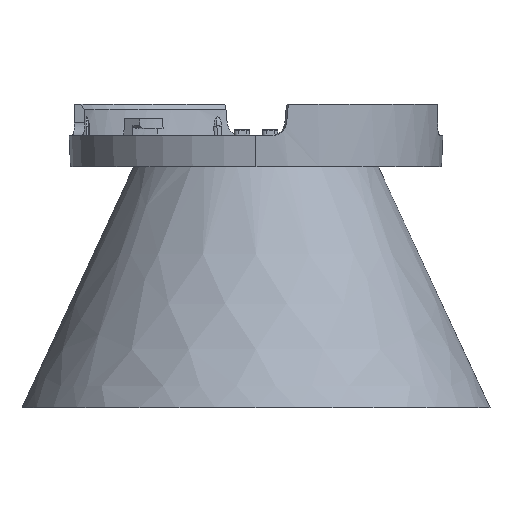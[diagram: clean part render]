
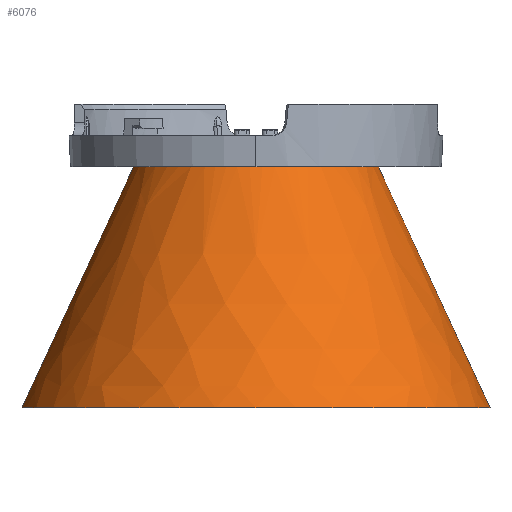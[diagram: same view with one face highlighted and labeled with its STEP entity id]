
A CAD part, front view. The second image highlights one B-rep face of the part: STEP entity #6076.
In plain terms, the highlighted free-form (B-spline) face has degree [3, 3] with [4, 4] control points.
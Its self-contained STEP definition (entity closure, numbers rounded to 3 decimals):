
#176 = CARTESIAN_POINT ( 'NONE',  ( 33.5, 0., 39. ) ) ;
#184 = B_SPLINE_CURVE_WITH_KNOTS ( 'NONE', 3,
 ( #23896, #14236, #12322, #176 ),
 .UNSPECIFIED., .F., .F.,
 ( 4, 4 ),
 ( 0.18, 1. ),
 .UNSPECIFIED. ) ;
#219 = DIRECTION ( 'NONE',  ( 0., 0., -1. ) ) ;
#440 = CARTESIAN_POINT ( 'NONE',  ( 0., 0., 4.5 ) ) ;
#831 = AXIS2_PLACEMENT_3D ( 'NONE', #22216, #10210, #24269 ) ;
#984 = VERTEX_POINT ( 'NONE', #23288 ) ;
#1112 = DIRECTION ( 'NONE',  ( 0., 0., 1. ) ) ;
#1167 = CARTESIAN_POINT ( 'NONE',  ( -31.836, 0., 35.368 ) ) ;
#1218 = DIRECTION ( 'NONE',  ( -1., 0., 0. ) ) ;
#1489 = AXIS2_PLACEMENT_3D ( 'NONE', #18967, #6919, #20984 ) ;
#1529 = CARTESIAN_POINT ( 'NONE',  ( -33.5, 0., 39. ) ) ;
#1649 = EDGE_LOOP ( 'NONE', ( #8036, #18974, #17652, #16003, #26090, #16779, #17073, #2771, #10416, #11750, #17567, #17323 ) ) ;
#1905 = AXIS2_PLACEMENT_3D ( 'NONE', #6662, #20738, #8699 ) ;
#2400 = CARTESIAN_POINT ( 'NONE',  ( -33.5, 0., 39. ) ) ;
#2489 = DIRECTION ( 'NONE',  ( -1., 0., 0. ) ) ;
#2771 = ORIENTED_EDGE ( 'NONE', *, *, #9003, .T. ) ;
#2844 = EDGE_CURVE ( 'NONE', #14490, #9418, #3091, .T. ) ;
#2895 = EDGE_CURVE ( 'NONE', #19641, #6922, #23293, .T. ) ;
#3091 = CIRCLE ( 'NONE', #23633, 17.526 ) ;
#3295 = CIRCLE ( 'NONE', #25411, 17.526 ) ;
#3470 = CARTESIAN_POINT ( 'NONE',  ( -17.526, 35.051, 4.5 ) ) ;
#3559 = CARTESIAN_POINT ( 'NONE',  ( 33.5, 67., 39. ) ) ;
#4164 = CARTESIAN_POINT ( 'NONE',  ( 0., 0., 4.5 ) ) ;
#4261 = CARTESIAN_POINT ( 'NONE',  ( 17.346, 2.5, 4.5 ) ) ;
#4382 = AXIS2_PLACEMENT_3D ( 'NONE', #7209, #21273, #9261 ) ;
#4478 = VERTEX_POINT ( 'NONE', #15413 ) ;
#4816 = EDGE_CURVE ( 'NONE', #18865, #984, #26226, .T. ) ;
#4828 =( BOUNDED_SURFACE ( )  B_SPLINE_SURFACE ( 3, 3, ( 
 ( #5429, #3470, #17587, #5521 ),
 ( #19624, #7570, #21626, #9614 ),
 ( #23667, #11630, #25723, #13658 ),
 ( #1529, #15652, #3559, #17688 ) ),
 .UNSPECIFIED., .F., .F., .F. ) 
 B_SPLINE_SURFACE_WITH_KNOTS ( ( 4, 4 ),
 ( 4, 4 ),
 ( 0.18, 1. ),
 ( 0., 1. ),
 .UNSPECIFIED. ) 
 GEOMETRIC_REPRESENTATION_ITEM ( )  RATIONAL_B_SPLINE_SURFACE ( (
 ( 1., 0.333, 0.333, 1.),
 ( 1., 0.333, 0.333, 1.),
 ( 1., 0.333, 0.333, 1.),
 ( 1., 0.333, 0.333, 1.) ) ) 
 REPRESENTATION_ITEM ( '' )  SURFACE ( )  );
#5020 = FACE_OUTER_BOUND ( 'NONE', #1649, .T. ) ;
#5290 = CIRCLE ( 'NONE', #831, 17.526 ) ;
#5429 = CARTESIAN_POINT ( 'NONE',  ( -17.526, 0., 4.5 ) ) ;
#5521 = CARTESIAN_POINT ( 'NONE',  ( 17.526, 0., 4.5 ) ) ;
#6076 = ADVANCED_FACE ( 'NONE', ( #5020 ), #4828, .T. ) ;
#6220 = DIRECTION ( 'NONE',  ( -1., 0., 0. ) ) ;
#6625 = CARTESIAN_POINT ( 'NONE',  ( -17.526, 0., 4.5 ) ) ;
#6662 = CARTESIAN_POINT ( 'NONE',  ( 0., 0., 4.5 ) ) ;
#6828 = DIRECTION ( 'NONE',  ( 0., 0., 1. ) ) ;
#6919 = DIRECTION ( 'NONE',  ( 0., 0., 1. ) ) ;
#6922 = VERTEX_POINT ( 'NONE', #20201 ) ;
#7188 = AXIS2_PLACEMENT_3D ( 'NONE', #440, #14588, #2489 ) ;
#7209 = CARTESIAN_POINT ( 'NONE',  ( 0., 0., 4.5 ) ) ;
#7570 = CARTESIAN_POINT ( 'NONE',  ( -22.137, 44.274, 14.276 ) ) ;
#8036 = ORIENTED_EDGE ( 'NONE', *, *, #16811, .T. ) ;
#8266 = CARTESIAN_POINT ( 'NONE',  ( 17.526, 0., 4.5 ) ) ;
#8699 = DIRECTION ( 'NONE',  ( -1., 0., 0. ) ) ;
#9003 = EDGE_CURVE ( 'NONE', #9418, #13987, #25797, .T. ) ;
#9261 = DIRECTION ( 'NONE',  ( -1., 0., 0. ) ) ;
#9418 = VERTEX_POINT ( 'NONE', #17473 ) ;
#9614 = CARTESIAN_POINT ( 'NONE',  ( 22.137, 0., 14.276 ) ) ;
#10210 = DIRECTION ( 'NONE',  ( 0., 0., 1. ) ) ;
#10304 = AXIS2_PLACEMENT_3D ( 'NONE', #4164, #18288, #6220 ) ;
#10416 = ORIENTED_EDGE ( 'NONE', *, *, #18948, .T. ) ;
#10929 = VERTEX_POINT ( 'NONE', #16083 ) ;
#10965 = CIRCLE ( 'NONE', #1905, 17.526 ) ;
#11274 = CARTESIAN_POINT ( 'NONE',  ( -17.526, 0., 4.5 ) ) ;
#11538 = B_SPLINE_CURVE_WITH_KNOTS ( 'NONE', 3,
 ( #11274, #23326, #1167, #15302 ),
 .UNSPECIFIED., .F., .F.,
 ( 4, 4 ),
 ( 0.18, 1. ),
 .UNSPECIFIED. ) ;
#11630 = CARTESIAN_POINT ( 'NONE',  ( -31.836, 63.673, 35.368 ) ) ;
#11750 = ORIENTED_EDGE ( 'NONE', *, *, #2895, .T. ) ;
#12322 = CARTESIAN_POINT ( 'NONE',  ( 31.836, 0., 35.368 ) ) ;
#12365 = CARTESIAN_POINT ( 'NONE',  ( 0., 0., 39. ) ) ;
#13091 = EDGE_CURVE ( 'NONE', #6922, #10929, #3295, .T. ) ;
#13129 = CIRCLE ( 'NONE', #7188, 17.526 ) ;
#13254 = CARTESIAN_POINT ( 'NONE',  ( 0., 0., 4.5 ) ) ;
#13364 = DIRECTION ( 'NONE',  ( 0., 0., 1. ) ) ;
#13658 = CARTESIAN_POINT ( 'NONE',  ( 31.836, 0., 35.368 ) ) ;
#13987 = VERTEX_POINT ( 'NONE', #20932 ) ;
#14236 = CARTESIAN_POINT ( 'NONE',  ( 22.137, 0., 14.276 ) ) ;
#14363 = DIRECTION ( 'NONE',  ( -1., 0., 0. ) ) ;
#14490 = VERTEX_POINT ( 'NONE', #21896 ) ;
#14533 = AXIS2_PLACEMENT_3D ( 'NONE', #25430, #13364, #1218 ) ;
#14588 = DIRECTION ( 'NONE',  ( 0., 0., 1. ) ) ;
#15253 = DIRECTION ( 'NONE',  ( -1., 0., 0. ) ) ;
#15302 = CARTESIAN_POINT ( 'NONE',  ( -33.5, 0., 39. ) ) ;
#15413 = CARTESIAN_POINT ( 'NONE',  ( -17.346, 2.5, 4.5 ) ) ;
#15652 = CARTESIAN_POINT ( 'NONE',  ( -33.5, 67., 39. ) ) ;
#16003 = ORIENTED_EDGE ( 'NONE', *, *, #22233, .F. ) ;
#16083 = CARTESIAN_POINT ( 'NONE',  ( -12.762, 12.011, 4.5 ) ) ;
#16779 = ORIENTED_EDGE ( 'NONE', *, *, #25676, .T. ) ;
#16780 = CIRCLE ( 'NONE', #10304, 17.526 ) ;
#16811 = EDGE_CURVE ( 'NONE', #4478, #18428, #16780, .T. ) ;
#17073 = ORIENTED_EDGE ( 'NONE', *, *, #2844, .T. ) ;
#17323 = ORIENTED_EDGE ( 'NONE', *, *, #23033, .T. ) ;
#17473 = CARTESIAN_POINT ( 'NONE',  ( 7.369, 15.901, 4.5 ) ) ;
#17567 = ORIENTED_EDGE ( 'NONE', *, *, #13091, .T. ) ;
#17587 = CARTESIAN_POINT ( 'NONE',  ( 17.526, 35.051, 4.5 ) ) ;
#17652 = ORIENTED_EDGE ( 'NONE', *, *, #4816, .T. ) ;
#17688 = CARTESIAN_POINT ( 'NONE',  ( 33.5, 0., 39. ) ) ;
#18288 = DIRECTION ( 'NONE',  ( 0., 0., 1. ) ) ;
#18428 = VERTEX_POINT ( 'NONE', #6625 ) ;
#18865 = VERTEX_POINT ( 'NONE', #2400 ) ;
#18889 = CARTESIAN_POINT ( 'NONE',  ( 0., 0., 4.5 ) ) ;
#18948 = EDGE_CURVE ( 'NONE', #13987, #19641, #21437, .T. ) ;
#18967 = CARTESIAN_POINT ( 'NONE',  ( 0., 0., 4.5 ) ) ;
#18974 = ORIENTED_EDGE ( 'NONE', *, *, #20213, .T. ) ;
#19624 = CARTESIAN_POINT ( 'NONE',  ( -22.137, 0., 14.276 ) ) ;
#19641 = VERTEX_POINT ( 'NONE', #20088 ) ;
#20088 = CARTESIAN_POINT ( 'NONE',  ( -2.697, 17.317, 4.5 ) ) ;
#20142 = VERTEX_POINT ( 'NONE', #4261 ) ;
#20201 = CARTESIAN_POINT ( 'NONE',  ( -7.369, 15.901, 4.5 ) ) ;
#20213 = EDGE_CURVE ( 'NONE', #18428, #18865, #11538, .T. ) ;
#20738 = DIRECTION ( 'NONE',  ( 0., 0., 1. ) ) ;
#20911 = DIRECTION ( 'NONE',  ( -1., 0., 0. ) ) ;
#20932 = CARTESIAN_POINT ( 'NONE',  ( 2.697, 17.317, 4.5 ) ) ;
#20984 = DIRECTION ( 'NONE',  ( -1., 0., 0. ) ) ;
#21120 = AXIS2_PLACEMENT_3D ( 'NONE', #12365, #219, #14363 ) ;
#21273 = DIRECTION ( 'NONE',  ( 0., 0., 1. ) ) ;
#21437 = CIRCLE ( 'NONE', #14533, 17.526 ) ;
#21626 = CARTESIAN_POINT ( 'NONE',  ( 22.137, 44.274, 14.276 ) ) ;
#21896 = CARTESIAN_POINT ( 'NONE',  ( 12.762, 12.011, 4.5 ) ) ;
#22216 = CARTESIAN_POINT ( 'NONE',  ( 0., 0., 4.5 ) ) ;
#22233 = EDGE_CURVE ( 'NONE', #23082, #984, #184, .T. ) ;
#23033 = EDGE_CURVE ( 'NONE', #10929, #4478, #5290, .T. ) ;
#23082 = VERTEX_POINT ( 'NONE', #8266 ) ;
#23288 = CARTESIAN_POINT ( 'NONE',  ( 33.5, 0., 39. ) ) ;
#23293 = CIRCLE ( 'NONE', #1489, 17.526 ) ;
#23326 = CARTESIAN_POINT ( 'NONE',  ( -22.137, 0., 14.276 ) ) ;
#23633 = AXIS2_PLACEMENT_3D ( 'NONE', #18889, #6828, #20911 ) ;
#23667 = CARTESIAN_POINT ( 'NONE',  ( -31.836, 0., 35.368 ) ) ;
#23896 = CARTESIAN_POINT ( 'NONE',  ( 17.526, 0., 4.5 ) ) ;
#24269 = DIRECTION ( 'NONE',  ( -1., 0., 0. ) ) ;
#24308 = EDGE_CURVE ( 'NONE', #23082, #20142, #10965, .T. ) ;
#25411 = AXIS2_PLACEMENT_3D ( 'NONE', #13254, #1112, #15253 ) ;
#25430 = CARTESIAN_POINT ( 'NONE',  ( 0., 0., 4.5 ) ) ;
#25676 = EDGE_CURVE ( 'NONE', #20142, #14490, #13129, .T. ) ;
#25723 = CARTESIAN_POINT ( 'NONE',  ( 31.836, 63.673, 35.368 ) ) ;
#25797 = CIRCLE ( 'NONE', #4382, 17.526 ) ;
#26090 = ORIENTED_EDGE ( 'NONE', *, *, #24308, .T. ) ;
#26226 = CIRCLE ( 'NONE', #21120, 33.5 ) ;
